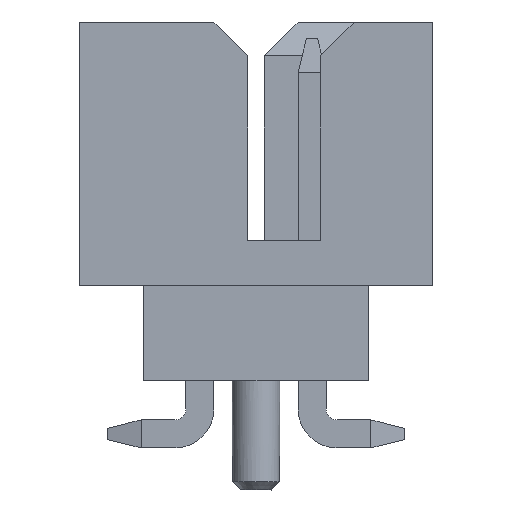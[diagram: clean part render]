
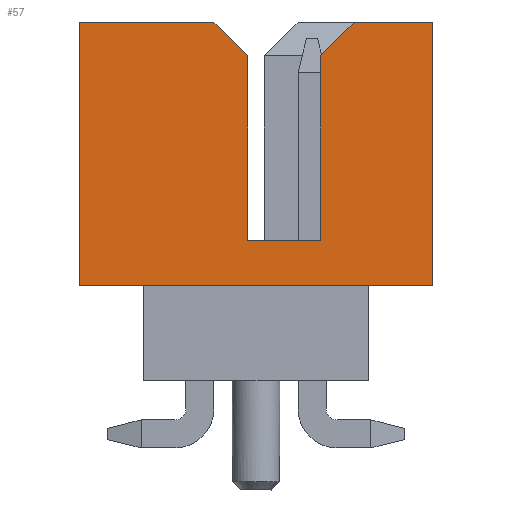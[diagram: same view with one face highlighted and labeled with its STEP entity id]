
A CAD part, left-side view. The second image highlights one B-rep face of the part: STEP entity #57.
In plain terms, the highlighted planar face has unit normal (-1, 0, 0).
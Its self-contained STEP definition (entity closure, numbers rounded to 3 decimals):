
#21 = EDGE_CURVE('',#22,#24,#26,.T.);
#22 = VERTEX_POINT('',#23);
#23 = CARTESIAN_POINT('',(-2.325,5.95,7.6));
#24 = VERTEX_POINT('',#25);
#25 = CARTESIAN_POINT('',(-2.325,5.95,2.9));
#26 = LINE('',#27,#28);
#27 = CARTESIAN_POINT('',(-2.325,5.95,7.6));
#28 = VECTOR('',#29,1.);
#29 = DIRECTION('',(0.,0.,-1.));
#57 = ADVANCED_FACE('',(#58),#131,.T.);
#58 = FACE_BOUND('',#59,.F.);
#59 = EDGE_LOOP('',(#60,#70,#78,#86,#94,#102,#110,#118,#124,#125));
#60 = ORIENTED_EDGE('',*,*,#61,.F.);
#61 = EDGE_CURVE('',#62,#64,#66,.T.);
#62 = VERTEX_POINT('',#63);
#63 = CARTESIAN_POINT('',(-2.325,2.95,7.));
#64 = VERTEX_POINT('',#65);
#65 = CARTESIAN_POINT('',(-2.325,3.55,7.6));
#66 = LINE('',#67,#68);
#67 = CARTESIAN_POINT('',(-2.325,2.95,7.));
#68 = VECTOR('',#69,1.);
#69 = DIRECTION('',(0.,0.707,0.707));
#70 = ORIENTED_EDGE('',*,*,#71,.T.);
#71 = EDGE_CURVE('',#62,#72,#74,.T.);
#72 = VERTEX_POINT('',#73);
#73 = CARTESIAN_POINT('',(-2.325,2.95,3.7));
#74 = LINE('',#75,#76);
#75 = CARTESIAN_POINT('',(-2.325,2.95,7.));
#76 = VECTOR('',#77,1.);
#77 = DIRECTION('',(0.,0.,-1.));
#78 = ORIENTED_EDGE('',*,*,#79,.F.);
#79 = EDGE_CURVE('',#80,#72,#82,.T.);
#80 = VERTEX_POINT('',#81);
#81 = CARTESIAN_POINT('',(-2.325,1.65,3.7));
#82 = LINE('',#83,#84);
#83 = CARTESIAN_POINT('',(-2.325,1.65,3.7));
#84 = VECTOR('',#85,1.);
#85 = DIRECTION('',(0.,1.,0.));
#86 = ORIENTED_EDGE('',*,*,#87,.F.);
#87 = EDGE_CURVE('',#88,#80,#90,.T.);
#88 = VERTEX_POINT('',#89);
#89 = CARTESIAN_POINT('',(-2.325,1.65,7.));
#90 = LINE('',#91,#92);
#91 = CARTESIAN_POINT('',(-2.325,1.65,7.));
#92 = VECTOR('',#93,1.);
#93 = DIRECTION('',(0.,0.,-1.));
#94 = ORIENTED_EDGE('',*,*,#95,.F.);
#95 = EDGE_CURVE('',#96,#88,#98,.T.);
#96 = VERTEX_POINT('',#97);
#97 = CARTESIAN_POINT('',(-2.325,1.05,7.6));
#98 = LINE('',#99,#100);
#99 = CARTESIAN_POINT('',(-2.325,1.05,7.6));
#100 = VECTOR('',#101,1.);
#101 = DIRECTION('',(0.,0.707,-0.707));
#102 = ORIENTED_EDGE('',*,*,#103,.T.);
#103 = EDGE_CURVE('',#96,#104,#106,.T.);
#104 = VERTEX_POINT('',#105);
#105 = CARTESIAN_POINT('',(-2.325,-0.35,7.6));
#106 = LINE('',#107,#108);
#107 = CARTESIAN_POINT('',(-2.325,1.05,7.6));
#108 = VECTOR('',#109,1.);
#109 = DIRECTION('',(0.,-1.,0.));
#110 = ORIENTED_EDGE('',*,*,#111,.T.);
#111 = EDGE_CURVE('',#104,#112,#114,.T.);
#112 = VERTEX_POINT('',#113);
#113 = CARTESIAN_POINT('',(-2.325,-0.35,2.9));
#114 = LINE('',#115,#116);
#115 = CARTESIAN_POINT('',(-2.325,-0.35,7.6));
#116 = VECTOR('',#117,1.);
#117 = DIRECTION('',(0.,0.,-1.));
#118 = ORIENTED_EDGE('',*,*,#119,.F.);
#119 = EDGE_CURVE('',#24,#112,#120,.T.);
#120 = LINE('',#121,#122);
#121 = CARTESIAN_POINT('',(-2.325,5.95,2.9));
#122 = VECTOR('',#123,1.);
#123 = DIRECTION('',(0.,-1.,0.));
#124 = ORIENTED_EDGE('',*,*,#21,.F.);
#125 = ORIENTED_EDGE('',*,*,#126,.T.);
#126 = EDGE_CURVE('',#22,#64,#127,.T.);
#127 = LINE('',#128,#129);
#128 = CARTESIAN_POINT('',(-2.325,5.95,7.6));
#129 = VECTOR('',#130,1.);
#130 = DIRECTION('',(0.,-1.,0.));
#131 = PLANE('',#132);
#132 = AXIS2_PLACEMENT_3D('',#133,#134,#135);
#133 = CARTESIAN_POINT('',(-2.325,5.95,7.6));
#134 = DIRECTION('',(-1.,0.,0.));
#135 = DIRECTION('',(0.,0.,-1.));
